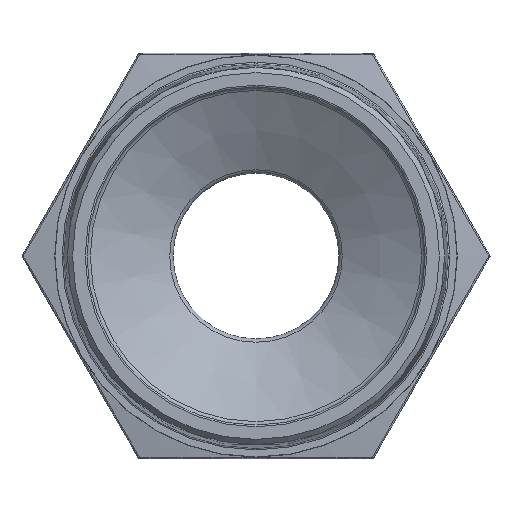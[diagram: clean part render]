
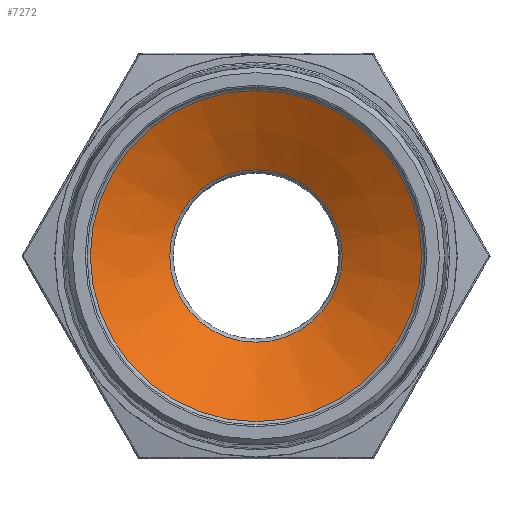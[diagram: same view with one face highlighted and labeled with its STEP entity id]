
A CAD part, left-side view. The second image highlights one B-rep face of the part: STEP entity #7272.
In plain terms, the highlighted conical face has half-angle 60.376 degrees and reference radius 50 mm.
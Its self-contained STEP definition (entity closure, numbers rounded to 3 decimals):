
#429 = DIRECTION ( 'NONE',  ( 0., 0., 1. ) ) ;
#1008 = CONICAL_SURFACE ( 'NONE', #4557, 50., 1.054 ) ;
#1083 = CARTESIAN_POINT ( 'NONE',  ( 39.125, 0., 48.989 ) ) ;
#3313 = VERTEX_POINT ( 'NONE', #1083 ) ;
#3452 = VERTEX_POINT ( 'NONE', #8039 ) ;
#3810 = CIRCLE ( 'NONE', #12238, 48.989 ) ;
#4106 = CARTESIAN_POINT ( 'NONE',  ( 52.475, 0., 0. ) ) ;
#4557 = AXIS2_PLACEMENT_3D ( 'NONE', #8445, #7243, #429 ) ;
#4880 = FACE_OUTER_BOUND ( 'NONE', #6329, .T. ) ;
#5352 = DIRECTION ( 'NONE',  ( 0., 0., 1. ) ) ;
#6329 = EDGE_LOOP ( 'NONE', ( #13928 ) ) ;
#6439 = ORIENTED_EDGE ( 'NONE', *, *, #9875, .T. ) ;
#6783 = CIRCLE ( 'NONE', #14245, 25.511 ) ;
#7159 = FACE_BOUND ( 'NONE', #14296, .T. ) ;
#7243 = DIRECTION ( 'NONE',  ( -1., 0., 0. ) ) ;
#7272 = ADVANCED_FACE ( 'NONE', ( #4880, #7159 ), #1008, .F. ) ;
#8039 = CARTESIAN_POINT ( 'NONE',  ( 52.475, 0., -25.511 ) ) ;
#8445 = CARTESIAN_POINT ( 'NONE',  ( 38.55, 0., 0. ) ) ;
#9409 = EDGE_CURVE ( 'NONE', #3313, #3313, #3810, .T. ) ;
#9875 = EDGE_CURVE ( 'NONE', #3452, #3452, #6783, .T. ) ;
#10879 = DIRECTION ( 'NONE',  ( 0., 0., -1. ) ) ;
#12218 = DIRECTION ( 'NONE',  ( -1., 0., 0. ) ) ;
#12238 = AXIS2_PLACEMENT_3D ( 'NONE', #13276, #12218, #5352 ) ;
#13276 = CARTESIAN_POINT ( 'NONE',  ( 39.125, 0., 0. ) ) ;
#13928 = ORIENTED_EDGE ( 'NONE', *, *, #9409, .T. ) ;
#14245 = AXIS2_PLACEMENT_3D ( 'NONE', #4106, #14436, #10879 ) ;
#14296 = EDGE_LOOP ( 'NONE', ( #6439 ) ) ;
#14436 = DIRECTION ( 'NONE',  ( 1., 0., 0. ) ) ;
